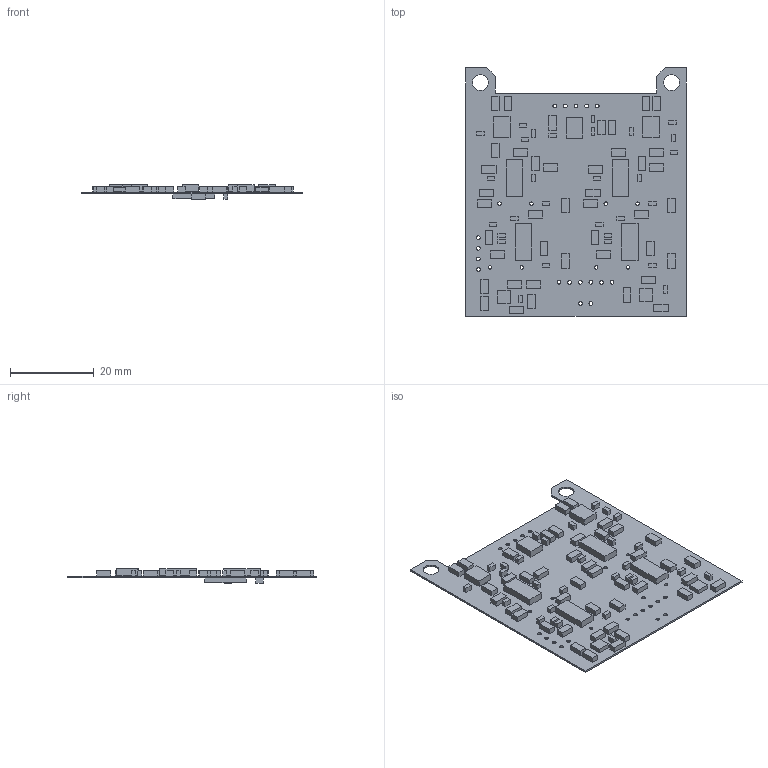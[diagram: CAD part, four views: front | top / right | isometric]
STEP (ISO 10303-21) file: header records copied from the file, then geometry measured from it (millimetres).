
FILE_DESCRIPTION(('Open CASCADE Model'),'2;1');
FILE_NAME('Open CASCADE Shape Model','2016-10-20T08:57:59',('Author'),( 'Open CASCADE'),'Open CASCADE STEP processor 6.8','Open CASCADE 6.8' ,'Unknown');
FILE_SCHEMA(('AUTOMOTIVE_DESIGN { 1 0 10303 214 1 1 1 1 }'));
Length unit declared in the file: millimetre
Products named in the file (101): PCB; Board; C1; 734542264; Extruded; C2; C3; 734542128; C4; C5; C6; 734541992; C7; C8; 734541448; C9; C10; C11; C12; C13; C14_F1; C14_F2; C15_F1; C15_F2; C16_F1; C16_F2; C17_F1; C17_F2; C18_F1; C18_F2; C19_F1; C19_F2; C20_F1; C20_F2; C21_F1; C21_F2; C22_F1; C22_F2; C23_F1; C23_F2 ...
Assembly tree (175 placements, depth 4):
  PCB
    Board
    C1
      734542264
        Extruded
    C2
      734542264
        Extruded
    C3
      734542128
        Extruded
    C4
      734542264
        Extruded
    C5
      734542128
        Extruded
    C6
      734541992
        Extruded
    C7
      734541992
        Extruded
    C8
      734541448
        Extruded
    C9
      734541992
        Extruded
    C10
      734541992
        Extruded
    C11
      734541448
        Extruded
    C12
      734541448
        Extruded
    C13
      734541448
        Extruded
    C14_F1
      734541992
        Extruded
    C14_F2
      734541992
        Extruded
    C15_F1
      734541448
        Extruded
    C15_F2
      734541448
        Extruded
    C16_F1
      734541992
        Extruded
    C16_F2
      734541992
        Extruded
    C17_F1
Bounding box: 52.83 x 59.44 x 3.45 mm (x, y, z)
Volume: 2050.1 mm3; surface area: 8246.3 mm2
Topology: 84 solids, 84 shells, 539 faces, 1113 edges, 742 vertices
Faces by surface type: plane 512, cylinder 27
Full cylindrical faces by diameter (mm): 0.85 x8, 0.9 x17, 3.785 x2
Entity records: 8106 total; most frequent: CARTESIAN_POINT 1370, DIRECTION 1169, LINE 531, VECTOR 531, ORIENTED_EDGE 426, PCURVE 426, DEFINITIONAL_REPRESENTATION 426, AXIS2_PLACEMENT_3D 319
